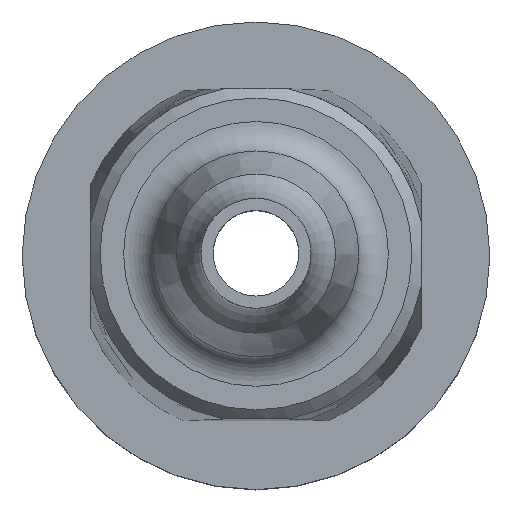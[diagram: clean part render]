
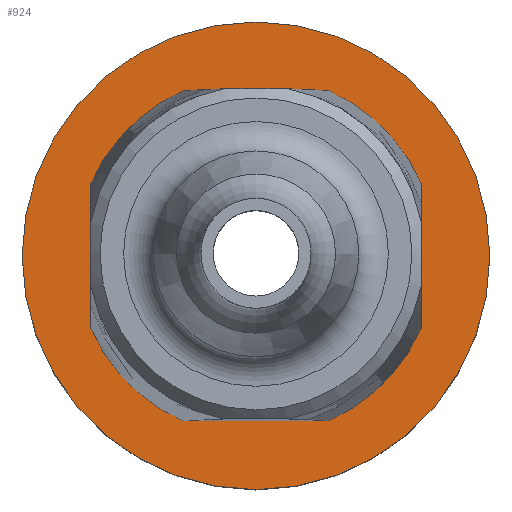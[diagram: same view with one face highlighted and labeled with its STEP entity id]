
A CAD part, top view. The second image highlights one B-rep face of the part: STEP entity #924.
In plain terms, the highlighted planar face has unit normal (0, 0, 1).
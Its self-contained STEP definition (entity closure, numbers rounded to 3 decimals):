
#22=CIRCLE('',#987,2.95);
#24=CIRCLE('',#990,2.95);
#26=CIRCLE('',#993,2.95);
#28=CIRCLE('',#996,3.825);
#39=CIRCLE('',#1015,2.95);
#133=ORIENTED_EDGE('',*,*,#364,.T.);
#134=ORIENTED_EDGE('',*,*,#375,.F.);
#135=ORIENTED_EDGE('',*,*,#341,.F.);
#136=ORIENTED_EDGE('',*,*,#353,.F.);
#137=ORIENTED_EDGE('',*,*,#376,.F.);
#138=ORIENTED_EDGE('',*,*,#356,.F.);
#139=ORIENTED_EDGE('',*,*,#377,.F.);
#140=ORIENTED_EDGE('',*,*,#360,.F.);
#141=ORIENTED_EDGE('',*,*,#378,.F.);
#341=EDGE_CURVE('',#465,#466,#555,.T.);
#353=EDGE_CURVE('',#477,#465,#22,.T.);
#356=EDGE_CURVE('',#479,#480,#24,.T.);
#360=EDGE_CURVE('',#483,#484,#26,.T.);
#364=EDGE_CURVE('',#487,#487,#28,.T.);
#375=EDGE_CURVE('',#466,#498,#39,.T.);
#376=EDGE_CURVE('',#480,#477,#563,.T.);
#377=EDGE_CURVE('',#484,#479,#564,.T.);
#378=EDGE_CURVE('',#498,#483,#565,.T.);
#465=VERTEX_POINT('',#1362);
#466=VERTEX_POINT('',#1363);
#477=VERTEX_POINT('',#1413);
#479=VERTEX_POINT('',#1423);
#480=VERTEX_POINT('',#1424);
#483=VERTEX_POINT('',#1440);
#484=VERTEX_POINT('',#1441);
#487=VERTEX_POINT('',#1457);
#498=VERTEX_POINT('',#1487);
#555=LINE('',#1361,#637);
#563=LINE('',#1488,#645);
#564=LINE('',#1489,#646);
#565=LINE('',#1490,#647);
#637=VECTOR('',#1092,1000.);
#645=VECTOR('',#1160,1000.);
#646=VECTOR('',#1161,1000.);
#647=VECTOR('',#1162,1000.);
#724=EDGE_LOOP('',(#133));
#725=EDGE_LOOP('',(#134,#135,#136,#137,#138,#139,#140,#141));
#810=FACE_BOUND('',#724,.T.);
#811=FACE_BOUND('',#725,.T.);
#876=PLANE('',#1014);
#924=ADVANCED_FACE('',(#810,#811),#876,.F.);
#987=AXIS2_PLACEMENT_3D('',#1412,#1102,#1103);
#990=AXIS2_PLACEMENT_3D('',#1422,#1108,#1109);
#993=AXIS2_PLACEMENT_3D('',#1439,#1114,#1115);
#996=AXIS2_PLACEMENT_3D('',#1456,#1120,#1121);
#1014=AXIS2_PLACEMENT_3D('',#1485,#1156,#1157);
#1015=AXIS2_PLACEMENT_3D('',#1486,#1158,#1159);
#1092=DIRECTION('',(1.,0.,0.));
#1102=DIRECTION('',(0.,0.,1.));
#1103=DIRECTION('',(1.,0.,0.));
#1108=DIRECTION('',(0.,0.,1.));
#1109=DIRECTION('',(1.,0.,0.));
#1114=DIRECTION('',(0.,0.,1.));
#1115=DIRECTION('',(1.,0.,0.));
#1120=DIRECTION('',(0.,0.,1.));
#1121=DIRECTION('',(1.,0.,0.));
#1156=DIRECTION('',(0.,0.,-1.));
#1157=DIRECTION('',(-1.,0.,0.));
#1158=DIRECTION('',(0.,0.,1.));
#1159=DIRECTION('',(1.,0.,0.));
#1160=DIRECTION('',(0.,-1.,0.));
#1161=DIRECTION('',(-1.,0.,0.));
#1162=DIRECTION('',(0.,1.,0.));
#1361=CARTESIAN_POINT('',(-2.7,-2.7,3.));
#1362=CARTESIAN_POINT('',(-1.188,-2.7,3.));
#1363=CARTESIAN_POINT('',(1.188,-2.7,3.));
#1412=CARTESIAN_POINT('',(0.,0.,3.));
#1413=CARTESIAN_POINT('',(-2.7,-1.188,3.));
#1422=CARTESIAN_POINT('',(0.,0.,3.));
#1423=CARTESIAN_POINT('',(-1.188,2.7,3.));
#1424=CARTESIAN_POINT('',(-2.7,1.188,3.));
#1439=CARTESIAN_POINT('',(0.,0.,3.));
#1440=CARTESIAN_POINT('',(2.7,1.188,3.));
#1441=CARTESIAN_POINT('',(1.188,2.7,3.));
#1456=CARTESIAN_POINT('',(0.,0.,3.));
#1457=CARTESIAN_POINT('',(3.825,0.,3.));
#1485=CARTESIAN_POINT('',(3.825,0.,3.));
#1486=CARTESIAN_POINT('',(0.,0.,3.));
#1487=CARTESIAN_POINT('',(2.7,-1.188,3.));
#1488=CARTESIAN_POINT('',(-2.7,2.7,3.));
#1489=CARTESIAN_POINT('',(2.7,2.7,3.));
#1490=CARTESIAN_POINT('',(2.7,-2.7,3.));
